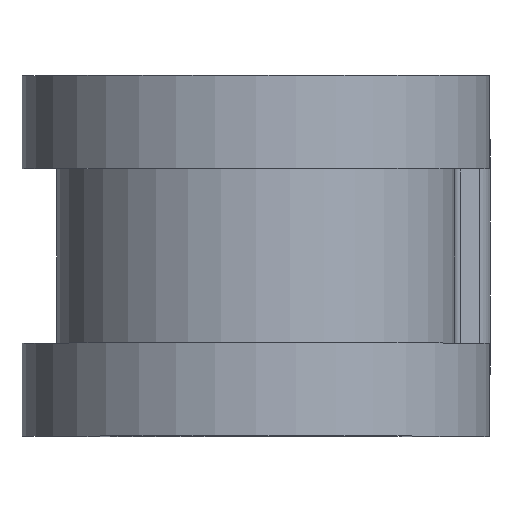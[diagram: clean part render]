
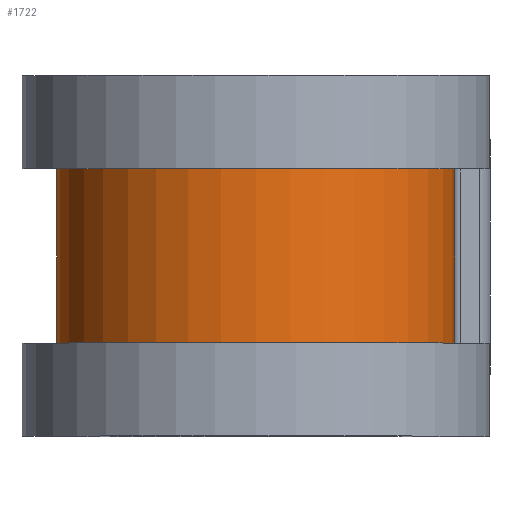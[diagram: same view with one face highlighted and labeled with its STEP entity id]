
A CAD part, top view. The second image highlights one B-rep face of the part: STEP entity #1722.
In plain terms, the highlighted cylindrical face has radius 8.687 mm (diameter 17.374 mm), a partial arc.
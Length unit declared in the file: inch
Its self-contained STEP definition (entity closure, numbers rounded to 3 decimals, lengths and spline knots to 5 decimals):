
#193 = EDGE_CURVE ( 'NONE', #1421, #814, #1692, .T. ) ;
#213 = EDGE_CURVE ( 'NONE', #1094, #1421, #1657, .T. ) ;
#236 = VECTOR ( 'NONE', #797, 39.37008 ) ;
#249 = CARTESIAN_POINT ( 'NONE',  ( 0.342, 0.15, 0. ) ) ;
#273 = DIRECTION ( 'NONE',  ( 0., 0., -1. ) ) ;
#461 = DIRECTION ( 'NONE',  ( 0., -1., 0. ) ) ;
#566 = CIRCLE ( 'NONE', #1392, 0.342 ) ;
#602 = DIRECTION ( 'NONE',  ( 0., 0., -1. ) ) ;
#619 = DIRECTION ( 'NONE',  ( 0., -1., 0. ) ) ;
#643 = EDGE_CURVE ( 'NONE', #1318, #814, #566, .T. ) ;
#673 = CARTESIAN_POINT ( 'NONE',  ( 0., 0.15, 0. ) ) ;
#727 = ORIENTED_EDGE ( 'NONE', *, *, #643, .F. ) ;
#738 = FACE_OUTER_BOUND ( 'NONE', #1541, .T. ) ;
#742 = ORIENTED_EDGE ( 'NONE', *, *, #1621, .F. ) ;
#770 = ORIENTED_EDGE ( 'NONE', *, *, #193, .T. ) ;
#797 = DIRECTION ( 'NONE',  ( 0., -1., 0. ) ) ;
#814 = VERTEX_POINT ( 'NONE', #1031 ) ;
#825 = LINE ( 'NONE', #1350, #1168 ) ;
#874 = CARTESIAN_POINT ( 'NONE',  ( 0., 0.25, -0.342 ) ) ;
#1004 = CARTESIAN_POINT ( 'NONE',  ( 0.342, -0.15, 0. ) ) ;
#1011 = ORIENTED_EDGE ( 'NONE', *, *, #213, .T. ) ;
#1028 = CYLINDRICAL_SURFACE ( 'NONE', #1742, 0.342 ) ;
#1031 = CARTESIAN_POINT ( 'NONE',  ( 0., -0.15, -0.342 ) ) ;
#1089 = DIRECTION ( 'NONE',  ( 0., -1., 0. ) ) ;
#1094 = VERTEX_POINT ( 'NONE', #249 ) ;
#1168 = VECTOR ( 'NONE', #1485, 39.37008 ) ;
#1297 = CARTESIAN_POINT ( 'NONE',  ( 0., -0.15, 0. ) ) ;
#1318 = VERTEX_POINT ( 'NONE', #1004 ) ;
#1350 = CARTESIAN_POINT ( 'NONE',  ( 0.342, 0.25, 0. ) ) ;
#1392 = AXIS2_PLACEMENT_3D ( 'NONE', #1297, #461, #1429 ) ;
#1421 = VERTEX_POINT ( 'NONE', #1724 ) ;
#1429 = DIRECTION ( 'NONE',  ( 0., 0., -1. ) ) ;
#1485 = DIRECTION ( 'NONE',  ( 0., -1., 0. ) ) ;
#1517 = AXIS2_PLACEMENT_3D ( 'NONE', #673, #619, #602 ) ;
#1541 = EDGE_LOOP ( 'NONE', ( #742, #1011, #770, #727 ) ) ;
#1621 = EDGE_CURVE ( 'NONE', #1094, #1318, #825, .T. ) ;
#1637 = CARTESIAN_POINT ( 'NONE',  ( 0., 0.25, 0. ) ) ;
#1657 = CIRCLE ( 'NONE', #1517, 0.342 ) ;
#1692 = LINE ( 'NONE', #874, #236 ) ;
#1722 = ADVANCED_FACE ( 'NONE', ( #738 ), #1028, .T. ) ;
#1724 = CARTESIAN_POINT ( 'NONE',  ( 0., 0.15, -0.342 ) ) ;
#1742 = AXIS2_PLACEMENT_3D ( 'NONE', #1637, #1089, #273 ) ;
